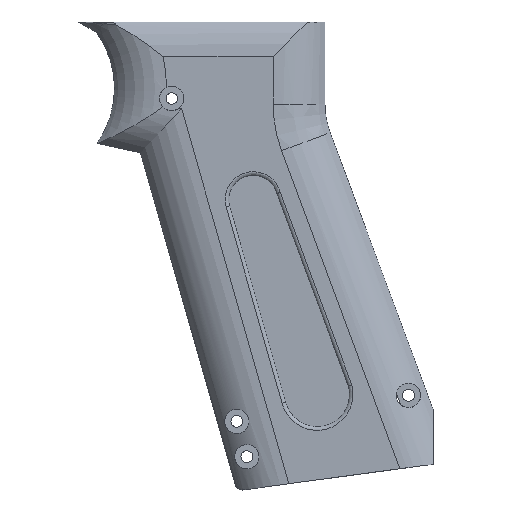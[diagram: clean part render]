
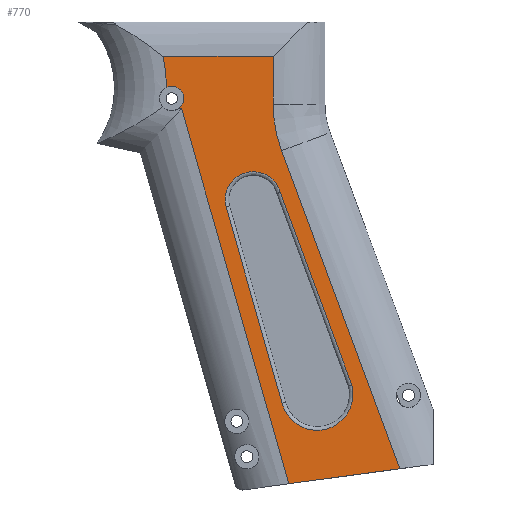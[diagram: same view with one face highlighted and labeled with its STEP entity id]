
A CAD part, top view. The second image highlights one B-rep face of the part: STEP entity #770.
In plain terms, the highlighted planar face has unit normal (0, 0, 1).
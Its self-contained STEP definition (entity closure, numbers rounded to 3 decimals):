
#16=FACE_BOUND('',#150,.T.);
#52=CIRCLE('',#808,36.166);
#66=CIRCLE('',#834,8.819);
#76=CIRCLE('',#847,3.);
#79=CIRCLE('',#856,32.689);
#80=CIRCLE('',#857,6.866);
#108=FACE_OUTER_BOUND('',#149,.T.);
#149=EDGE_LOOP('',(#615,#616,#617,#618,#619,#620,#621,#622,#623));
#150=EDGE_LOOP('',(#624,#625,#626,#627));
#185=LINE('',#1212,#241);
#187=LINE('',#1217,#243);
#202=LINE('',#1484,#258);
#212=LINE('',#1502,#268);
#213=LINE('',#1504,#269);
#214=LINE('',#1506,#270);
#215=LINE('',#1509,#271);
#216=LINE('',#1511,#272);
#241=VECTOR('',#912,1000.);
#243=VECTOR('',#918,1000.);
#258=VECTOR('',#1005,1000.);
#268=VECTOR('',#1021,1000.);
#269=VECTOR('',#1022,1000.);
#270=VECTOR('',#1023,1000.);
#271=VECTOR('',#1026,1000.);
#272=VECTOR('',#1027,1000.);
#324=VERTEX_POINT('',#1149);
#325=VERTEX_POINT('',#1162);
#330=VERTEX_POINT('',#1209);
#331=VERTEX_POINT('',#1211);
#347=VERTEX_POINT('',#1294);
#348=VERTEX_POINT('',#1295);
#365=VERTEX_POINT('',#1445);
#370=VERTEX_POINT('',#1481);
#371=VERTEX_POINT('',#1483);
#377=VERTEX_POINT('',#1503);
#378=VERTEX_POINT('',#1505);
#379=VERTEX_POINT('',#1508);
#380=VERTEX_POINT('',#1510);
#401=EDGE_CURVE('',#325,#324,#52,.T.);
#411=EDGE_CURVE('',#331,#330,#185,.T.);
#414=EDGE_CURVE('',#330,#325,#187,.T.);
#434=EDGE_CURVE('',#347,#348,#66,.T.);
#455=EDGE_CURVE('',#365,#324,#76,.T.);
#461=EDGE_CURVE('',#371,#370,#202,.T.);
#472=EDGE_CURVE('',#365,#371,#212,.T.);
#473=EDGE_CURVE('',#377,#370,#213,.T.);
#474=EDGE_CURVE('',#377,#378,#214,.T.);
#475=EDGE_CURVE('',#378,#331,#79,.T.);
#476=EDGE_CURVE('',#379,#347,#215,.T.);
#477=EDGE_CURVE('',#348,#380,#216,.T.);
#478=EDGE_CURVE('',#380,#379,#80,.T.);
#615=ORIENTED_EDGE('',*,*,#455,.F.);
#616=ORIENTED_EDGE('',*,*,#472,.T.);
#617=ORIENTED_EDGE('',*,*,#461,.T.);
#618=ORIENTED_EDGE('',*,*,#473,.F.);
#619=ORIENTED_EDGE('',*,*,#474,.T.);
#620=ORIENTED_EDGE('',*,*,#475,.T.);
#621=ORIENTED_EDGE('',*,*,#411,.T.);
#622=ORIENTED_EDGE('',*,*,#414,.T.);
#623=ORIENTED_EDGE('',*,*,#401,.T.);
#624=ORIENTED_EDGE('',*,*,#476,.T.);
#625=ORIENTED_EDGE('',*,*,#434,.T.);
#626=ORIENTED_EDGE('',*,*,#477,.T.);
#627=ORIENTED_EDGE('',*,*,#478,.T.);
#738=PLANE('',#855);
#770=ADVANCED_FACE('',(#108,#16),#738,.T.);
#808=AXIS2_PLACEMENT_3D('',#1163,#894,#895);
#834=AXIS2_PLACEMENT_3D('',#1296,#960,#961);
#847=AXIS2_PLACEMENT_3D('',#1459,#992,#993);
#855=AXIS2_PLACEMENT_3D('',#1501,#1019,#1020);
#856=AXIS2_PLACEMENT_3D('',#1507,#1024,#1025);
#857=AXIS2_PLACEMENT_3D('',#1512,#1028,#1029);
#894=DIRECTION('center_axis',(0.,0.,-1.));
#895=DIRECTION('ref_axis',(1.,0.,0.));
#912=DIRECTION('',(0.,1.,0.));
#918=DIRECTION('',(-1.,0.,0.));
#960=DIRECTION('center_axis',(0.,0.,-1.));
#961=DIRECTION('ref_axis',(1.,0.,0.));
#992=DIRECTION('center_axis',(0.,0.,1.));
#993=DIRECTION('ref_axis',(1.,0.,0.));
#1005=DIRECTION('',(0.275,-0.962,0.));
#1019=DIRECTION('center_axis',(0.,0.,1.));
#1020=DIRECTION('ref_axis',(1.,0.,0.));
#1021=DIRECTION('',(0.977,-0.214,0.));
#1022=DIRECTION('',(-0.991,-0.134,0.));
#1023=DIRECTION('',(-0.349,0.937,0.));
#1024=DIRECTION('center_axis',(0.,0.,-1.));
#1025=DIRECTION('ref_axis',(1.,0.,0.));
#1026=DIRECTION('',(0.349,-0.937,0.));
#1027=DIRECTION('',(-0.275,0.962,0.));
#1028=DIRECTION('center_axis',(0.,0.,-1.));
#1029=DIRECTION('ref_axis',(1.,0.,0.));
#1149=CARTESIAN_POINT('',(39.303,102.05,7.));
#1162=CARTESIAN_POINT('',(38.45,109.664,7.));
#1163=CARTESIAN_POINT('Origin',(3.137,101.853,7.));
#1209=CARTESIAN_POINT('',(65.429,109.664,7.));
#1211=CARTESIAN_POINT('',(65.429,97.951,7.));
#1212=CARTESIAN_POINT('',(65.429,122.353,7.));
#1217=CARTESIAN_POINT('',(26.596,109.664,7.));
#1294=CARTESIAN_POINT('',(84.698,29.204,7.));
#1295=CARTESIAN_POINT('',(67.638,24.729,7.));
#1296=CARTESIAN_POINT('Origin',(76.172,26.95,7.));
#1445=CARTESIAN_POINT('',(42.409,96.948,7.));
#1459=CARTESIAN_POINT('Origin',(40.615,99.353,7.));
#1481=CARTESIAN_POINT('',(69.257,5.052,7.));
#1483=CARTESIAN_POINT('',(43.041,96.809,7.));
#1484=CARTESIAN_POINT('',(68.752,6.82,7.));
#1501=CARTESIAN_POINT('Origin',(0.,0.,7.));
#1502=CARTESIAN_POINT('',(49.714,95.348,7.));
#1503=CARTESIAN_POINT('',(96.425,8.725,7.));
#1504=CARTESIAN_POINT('',(0.573,-4.235,7.));
#1505=CARTESIAN_POINT('',(67.479,86.557,7.));
#1506=CARTESIAN_POINT('',(67.479,86.557,7.));
#1507=CARTESIAN_POINT('Origin',(98.118,97.951,7.));
#1508=CARTESIAN_POINT('',(67.177,76.317,7.));
#1509=CARTESIAN_POINT('',(84.683,29.244,7.));
#1510=CARTESIAN_POINT('',(53.898,72.821,7.));
#1511=CARTESIAN_POINT('',(53.9,72.81,7.));
#1512=CARTESIAN_POINT('Origin',(60.542,74.552,7.));
